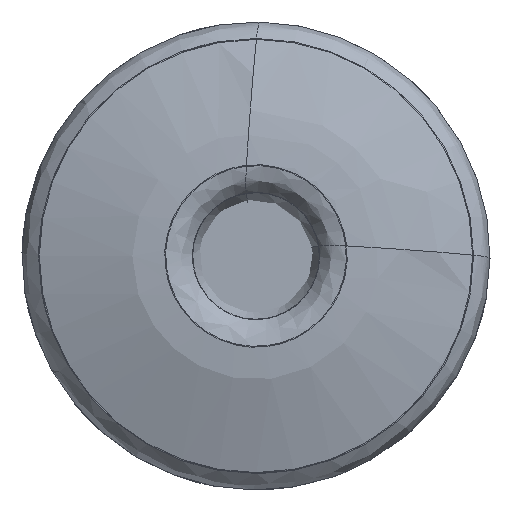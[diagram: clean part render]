
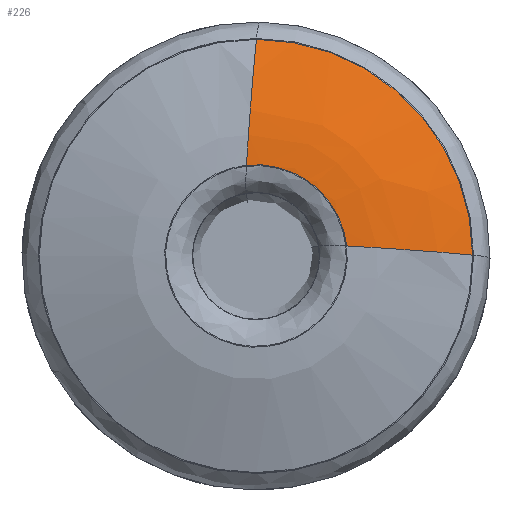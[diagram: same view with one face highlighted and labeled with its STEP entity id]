
A CAD part, left-side view. The second image highlights one B-rep face of the part: STEP entity #226.
In plain terms, the highlighted free-form (B-spline) face has degree [3, 3] with [16, 4] control points.
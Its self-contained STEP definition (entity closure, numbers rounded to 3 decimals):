
#55=(
BOUNDED_SURFACE()
B_SPLINE_SURFACE(3,3,((#2461,#2462,#2463,#2464),(#2465,#2466,#2467,#2468),
(#2469,#2470,#2471,#2472),(#2473,#2474,#2475,#2476),(#2477,#2478,#2479,
#2480),(#2481,#2482,#2483,#2484),(#2485,#2486,#2487,#2488),(#2489,#2490,
#2491,#2492),(#2493,#2494,#2495,#2496),(#2497,#2498,#2499,#2500),(#2501,
#2502,#2503,#2504),(#2505,#2506,#2507,#2508),(#2509,#2510,#2511,#2512),
(#2513,#2514,#2515,#2516),(#2517,#2518,#2519,#2520),(#2521,#2522,#2523,
#2524)),.UNSPECIFIED.,.F.,.F.,.F.)
B_SPLINE_SURFACE_WITH_KNOTS((4,3,3,3,3,4),(4,4),(0.,0.048,
0.36,0.673,0.985,1.),(0.,1.),
 .UNSPECIFIED.)
GEOMETRIC_REPRESENTATION_ITEM()
RATIONAL_B_SPLINE_SURFACE(((1.,0.806,0.806,1.),
(1.,0.806,0.806,1.),(1.,0.806,0.806,
1.),(1.,0.806,0.806,1.),(1.,0.806,0.806,
1.),(1.,0.806,0.806,1.),(1.,0.806,0.806,
1.),(1.,0.806,0.806,1.),(1.,0.806,0.806,
1.),(1.,0.806,0.806,1.),(1.,0.806,0.806,
1.),(1.,0.806,0.806,1.),(1.,0.806,0.806,
1.),(1.,0.806,0.806,1.),(1.,0.806,0.806,
1.),(1.,0.806,0.806,1.)))
REPRESENTATION_ITEM('')
SURFACE()
);
#107=B_SPLINE_CURVE_WITH_KNOTS('',3,(#1511,#1512,#1513,#1514,#1515,#1516,
#1517,#1518,#1519,#1520,#1521,#1522,#1523,#1524,#1525,#1526),
 .UNSPECIFIED.,.F.,.F.,(4,3,3,3,3,4),(0.,0.015,0.327,
0.64,0.952,1.),.UNSPECIFIED.);
#108=B_SPLINE_CURVE_WITH_KNOTS('',3,(#1527,#1528,#1529,#1530,#1531,#1532,
#1533,#1534,#1535,#1536,#1537,#1538,#1539,#1540,#1541,#1542),
 .UNSPECIFIED.,.F.,.F.,(4,3,3,3,3,4),(0.,0.048,0.36,
0.673,0.985,1.),.UNSPECIFIED.);
#226=ADVANCED_FACE('',(#263),#55,.F.);
#263=FACE_OUTER_BOUND('',#337,.T.);
#337=EDGE_LOOP('',(#480,#481,#482,#483));
#480=ORIENTED_EDGE('',*,*,#645,.T.);
#481=ORIENTED_EDGE('',*,*,#615,.F.);
#482=ORIENTED_EDGE('',*,*,#646,.F.);
#483=ORIENTED_EDGE('',*,*,#616,.F.);
#551=VERTEX_POINT('',#1470);
#552=VERTEX_POINT('',#1471);
#553=VERTEX_POINT('',#1509);
#554=VERTEX_POINT('',#1510);
#615=EDGE_CURVE('',#553,#551,#107,.T.);
#616=EDGE_CURVE('',#552,#554,#108,.T.);
#645=EDGE_CURVE('',#552,#551,#698,.T.);
#646=EDGE_CURVE('',#554,#553,#699,.T.);
#698=CIRCLE('',#771,4.879);
#699=CIRCLE('',#772,11.574);
#771=AXIS2_PLACEMENT_3D('',#2443,#911,#912);
#772=AXIS2_PLACEMENT_3D('',#2460,#913,#914);
#911=DIRECTION('',(1.,0.,0.));
#912=DIRECTION('',(0.,0.104,0.995));
#913=DIRECTION('',(1.,0.,0.));
#914=DIRECTION('',(0.,-0.002,1.));
#1470=CARTESIAN_POINT('',(0.009,-4.849,0.538));
#1471=CARTESIAN_POINT('',(0.009,0.509,4.852));
#1509=CARTESIAN_POINT('',(1.583,-11.574,0.048));
#1510=CARTESIAN_POINT('',(1.583,-0.021,11.574));
#1511=CARTESIAN_POINT('',(1.583,-11.574,0.048));
#1512=CARTESIAN_POINT('',(1.562,-11.529,0.052));
#1513=CARTESIAN_POINT('',(1.541,-11.484,0.056));
#1514=CARTESIAN_POINT('',(1.52,-11.438,0.06));
#1515=CARTESIAN_POINT('',(0.984,-10.289,0.168));
#1516=CARTESIAN_POINT('',(0.601,-9.072,0.265));
#1517=CARTESIAN_POINT('',(0.381,-7.822,0.35));
#1518=CARTESIAN_POINT('',(0.309,-7.412,0.378));
#1519=CARTESIAN_POINT('',(0.237,-7.004,0.405));
#1520=CARTESIAN_POINT('',(0.165,-6.595,0.433));
#1521=CARTESIAN_POINT('',(0.079,-6.109,0.466));
#1522=CARTESIAN_POINT('',(0.03,-5.617,0.496));
#1523=CARTESIAN_POINT('',(0.016,-5.124,0.523));
#1524=CARTESIAN_POINT('',(0.014,-5.032,0.528));
#1525=CARTESIAN_POINT('',(0.011,-4.94,0.533));
#1526=CARTESIAN_POINT('',(0.009,-4.849,0.538));
#1527=CARTESIAN_POINT('',(0.009,0.509,4.852));
#1528=CARTESIAN_POINT('',(0.011,0.504,4.944));
#1529=CARTESIAN_POINT('',(0.014,0.498,5.035));
#1530=CARTESIAN_POINT('',(0.016,0.493,5.127));
#1531=CARTESIAN_POINT('',(0.03,0.463,5.62));
#1532=CARTESIAN_POINT('',(0.079,0.43,6.112));
#1533=CARTESIAN_POINT('',(0.165,0.394,6.597));
#1534=CARTESIAN_POINT('',(0.237,0.364,7.006));
#1535=CARTESIAN_POINT('',(0.309,0.333,7.415));
#1536=CARTESIAN_POINT('',(0.381,0.303,7.823));
#1537=CARTESIAN_POINT('',(0.601,0.211,9.074));
#1538=CARTESIAN_POINT('',(0.984,0.106,10.29));
#1539=CARTESIAN_POINT('',(1.52,-0.008,11.439));
#1540=CARTESIAN_POINT('',(1.541,-0.012,11.484));
#1541=CARTESIAN_POINT('',(1.562,-0.017,11.529));
#1542=CARTESIAN_POINT('',(1.583,-0.021,11.574));
#2443=CARTESIAN_POINT('',(0.009,0.,0.));
#2460=CARTESIAN_POINT('',(1.583,0.,0.));
#2461=CARTESIAN_POINT('',(0.009,0.509,4.852));
#2462=CARTESIAN_POINT('',(0.009,-2.32,5.149));
#2463=CARTESIAN_POINT('',(0.009,-4.535,3.365));
#2464=CARTESIAN_POINT('',(0.009,-4.849,0.538));
#2465=CARTESIAN_POINT('',(0.011,0.504,4.944));
#2466=CARTESIAN_POINT('',(0.011,-2.378,5.237));
#2467=CARTESIAN_POINT('',(0.011,-4.63,3.414));
#2468=CARTESIAN_POINT('',(0.011,-4.94,0.533));
#2469=CARTESIAN_POINT('',(0.014,0.498,5.035));
#2470=CARTESIAN_POINT('',(0.014,-2.437,5.326));
#2471=CARTESIAN_POINT('',(0.014,-4.724,3.462));
#2472=CARTESIAN_POINT('',(0.014,-5.032,0.528));
#2473=CARTESIAN_POINT('',(0.016,0.493,5.127));
#2474=CARTESIAN_POINT('',(0.016,-2.496,5.414));
#2475=CARTESIAN_POINT('',(0.016,-4.819,3.51));
#2476=CARTESIAN_POINT('',(0.016,-5.124,0.523));
#2477=CARTESIAN_POINT('',(0.03,0.463,5.62));
#2478=CARTESIAN_POINT('',(0.03,-2.814,5.89));
#2479=CARTESIAN_POINT('',(0.03,-5.328,3.771));
#2480=CARTESIAN_POINT('',(0.03,-5.617,0.496));
#2481=CARTESIAN_POINT('',(0.079,0.43,6.112));
#2482=CARTESIAN_POINT('',(0.079,-3.134,6.362));
#2483=CARTESIAN_POINT('',(0.079,-5.837,4.028));
#2484=CARTESIAN_POINT('',(0.079,-6.109,0.466));
#2485=CARTESIAN_POINT('',(0.165,0.394,6.597));
#2486=CARTESIAN_POINT('',(0.165,-3.452,6.827));
#2487=CARTESIAN_POINT('',(0.165,-6.342,4.278));
#2488=CARTESIAN_POINT('',(0.165,-6.595,0.433));
#2489=CARTESIAN_POINT('',(0.237,0.364,7.006));
#2490=CARTESIAN_POINT('',(0.237,-3.721,7.218));
#2491=CARTESIAN_POINT('',(0.237,-6.767,4.489));
#2492=CARTESIAN_POINT('',(0.237,-7.004,0.405));
#2493=CARTESIAN_POINT('',(0.309,0.333,7.415));
#2494=CARTESIAN_POINT('',(0.309,-3.989,7.609));
#2495=CARTESIAN_POINT('',(0.309,-7.192,4.699));
#2496=CARTESIAN_POINT('',(0.309,-7.412,0.378));
#2497=CARTESIAN_POINT('',(0.381,0.303,7.823));
#2498=CARTESIAN_POINT('',(0.381,-4.258,8.));
#2499=CARTESIAN_POINT('',(0.381,-7.618,4.91));
#2500=CARTESIAN_POINT('',(0.381,-7.822,0.35));
#2501=CARTESIAN_POINT('',(0.601,0.211,9.074));
#2502=CARTESIAN_POINT('',(0.601,-5.079,9.197));
#2503=CARTESIAN_POINT('',(0.601,-8.918,5.554));
#2504=CARTESIAN_POINT('',(0.601,-9.072,0.265));
#2505=CARTESIAN_POINT('',(0.984,0.106,10.29));
#2506=CARTESIAN_POINT('',(0.984,-5.893,10.352));
#2507=CARTESIAN_POINT('',(0.984,-10.191,6.166));
#2508=CARTESIAN_POINT('',(0.984,-10.289,0.168));
#2509=CARTESIAN_POINT('',(1.52,-0.008,11.439));
#2510=CARTESIAN_POINT('',(1.52,-6.677,11.434));
#2511=CARTESIAN_POINT('',(1.52,-11.403,6.729));
#2512=CARTESIAN_POINT('',(1.52,-11.438,0.06));
#2513=CARTESIAN_POINT('',(1.541,-0.012,11.484));
#2514=CARTESIAN_POINT('',(1.541,-6.708,11.477));
#2515=CARTESIAN_POINT('',(1.541,-11.451,6.752));
#2516=CARTESIAN_POINT('',(1.541,-11.484,0.056));
#2517=CARTESIAN_POINT('',(1.562,-0.017,11.529));
#2518=CARTESIAN_POINT('',(1.562,-6.738,11.519));
#2519=CARTESIAN_POINT('',(1.562,-11.499,6.774));
#2520=CARTESIAN_POINT('',(1.562,-11.529,0.052));
#2521=CARTESIAN_POINT('',(1.583,-0.021,11.574));
#2522=CARTESIAN_POINT('',(1.583,-6.769,11.562));
#2523=CARTESIAN_POINT('',(1.583,-11.547,6.796));
#2524=CARTESIAN_POINT('',(1.583,-11.574,0.048));
